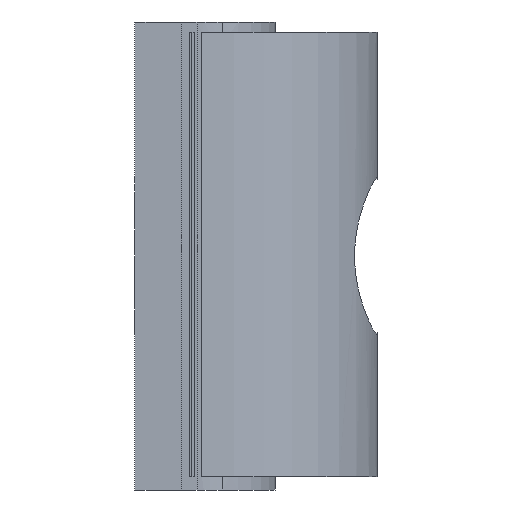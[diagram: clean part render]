
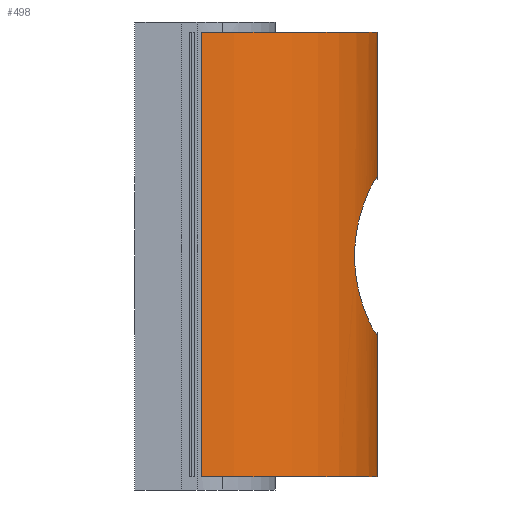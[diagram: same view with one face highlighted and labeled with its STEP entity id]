
A CAD part, left-side view. The second image highlights one B-rep face of the part: STEP entity #498.
In plain terms, the highlighted cylindrical face has radius 7.921 mm (diameter 15.843 mm), a partial arc.
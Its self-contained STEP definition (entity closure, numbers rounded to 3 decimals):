
#8 = B_SPLINE_CURVE_WITH_KNOTS ( 'NONE', 3,
 ( #548, #345, #928, #1104, #1202, #349, #1014, #449, #258, #553, #662, #944, #566, #80, #581, #369, #106, #1137, #838, #1225, #757, #931, #174, #272, #570, #375, #1038, #1043, #465, #380, #575, #1229, #1049, #672 ),
 .UNSPECIFIED., .F., .F.,
 ( 4, 2, 2, 2, 2, 2, 2, 2, 2, 2, 2, 2, 2, 2, 2, 2, 4 ),
 ( 0.001, 0.001, 0.002, 0.003, 0.003, 0.004, 0.005, 0.005, 0.006, 0.007, 0.007, 0.008, 0.009, 0.009, 0.01, 0.011, 0.012 ),
 .UNSPECIFIED. ) ;
#44 = CARTESIAN_POINT ( 'NONE',  ( 0.754, -10.351, 6.71 ) ) ;
#46 = CARTESIAN_POINT ( 'NONE',  ( 0.421, -2.436, 19.571 ) ) ;
#74 = CARTESIAN_POINT ( 'NONE',  ( -7.489, -2.869, 19.571 ) ) ;
#75 = EDGE_CURVE ( 'NONE', #1165, #268, #879, .T. ) ;
#80 = CARTESIAN_POINT ( 'NONE',  ( -3.197, -9.484, 8.897 ) ) ;
#82 = EDGE_LOOP ( 'NONE', ( #1150, #799, #1232, #764, #1120, #156, #313, #709 ) ) ;
#96 = VERTEX_POINT ( 'NONE', #730 ) ;
#106 = CARTESIAN_POINT ( 'NONE',  ( -3.375, -9.389, 9.775 ) ) ;
#144 = AXIS2_PLACEMENT_3D ( 'NONE', #631, #526, #1184 ) ;
#156 = ORIENTED_EDGE ( 'NONE', *, *, #957, .T. ) ;
#160 = B_SPLINE_CURVE_WITH_KNOTS ( 'NONE', 3,
 ( #964, #487, #491, #1234 ),
 .UNSPECIFIED., .F., .F.,
 ( 4, 4 ),
 ( 0., 0.001 ),
 .UNSPECIFIED. ) ;
#174 = CARTESIAN_POINT ( 'NONE',  ( -2.921, -9.619, 11.705 ) ) ;
#258 = CARTESIAN_POINT ( 'NONE',  ( -2.233, -9.902, 7.46 ) ) ;
#268 = VERTEX_POINT ( 'NONE', #74 ) ;
#272 = CARTESIAN_POINT ( 'NONE',  ( -2.677, -9.728, 12.066 ) ) ;
#299 = VERTEX_POINT ( 'NONE', #1036 ) ;
#303 = DIRECTION ( 'NONE',  ( -1., 0., 0. ) ) ;
#304 = DIRECTION ( 'NONE',  ( 0., 0., -1. ) ) ;
#309 = CARTESIAN_POINT ( 'NONE',  ( 0.504, -10.361, 13.347 ) ) ;
#313 = ORIENTED_EDGE ( 'NONE', *, *, #1214, .T. ) ;
#326 = CARTESIAN_POINT ( 'NONE',  ( 0., -10.346, 6.625 ) ) ;
#345 = CARTESIAN_POINT ( 'NONE',  ( -0.224, -10.335, 6.625 ) ) ;
#349 = CARTESIAN_POINT ( 'NONE',  ( -1.509, -10.122, 6.973 ) ) ;
#361 = EDGE_CURVE ( 'NONE', #542, #593, #160, .T. ) ;
#366 = LINE ( 'NONE', #1031, #511 ) ;
#369 = CARTESIAN_POINT ( 'NONE',  ( -3.352, -9.402, 9.548 ) ) ;
#375 = CARTESIAN_POINT ( 'NONE',  ( -2.229, -9.903, 12.544 ) ) ;
#380 = CARTESIAN_POINT ( 'NONE',  ( -1.098, -10.214, 13.199 ) ) ;
#436 = EDGE_CURVE ( 'NONE', #268, #461, #680, .T. ) ;
#439 = VECTOR ( 'NONE', #1143, 1000. ) ;
#449 = CARTESIAN_POINT ( 'NONE',  ( -2.063, -9.961, 7.32 ) ) ;
#452 = B_SPLINE_CURVE_WITH_KNOTS ( 'NONE', 3,
 ( #805, #887, #309, #617 ),
 .UNSPECIFIED., .F., .F.,
 ( 4, 4 ),
 ( 0.012, 0.012 ),
 .UNSPECIFIED. ) ;
#461 = VERTEX_POINT ( 'NONE', #615 ) ;
#465 = CARTESIAN_POINT ( 'NONE',  ( -1.504, -10.123, 13.029 ) ) ;
#485 = CARTESIAN_POINT ( 'NONE',  ( 0.754, -10.351, 19.571 ) ) ;
#487 = CARTESIAN_POINT ( 'NONE',  ( 0.504, -10.361, 6.653 ) ) ;
#491 = CARTESIAN_POINT ( 'NONE',  ( 0.253, -10.36, 6.625 ) ) ;
#498 = ADVANCED_FACE ( 'NONE', ( #1176 ), #1096, .T. ) ;
#509 = CARTESIAN_POINT ( 'NONE',  ( 0.421, -2.436, 0.571 ) ) ;
#511 = VECTOR ( 'NONE', #1107, 1000. ) ;
#525 = CIRCLE ( 'NONE', #914, 7.922 ) ;
#526 = DIRECTION ( 'NONE',  ( 0., 0., -1. ) ) ;
#536 = CARTESIAN_POINT ( 'NONE',  ( 0.754, -10.351, 13.29 ) ) ;
#542 = VERTEX_POINT ( 'NONE', #44 ) ;
#543 = EDGE_CURVE ( 'NONE', #593, #96, #8, .T. ) ;
#548 = CARTESIAN_POINT ( 'NONE',  ( 0., -10.346, 6.625 ) ) ;
#553 = CARTESIAN_POINT ( 'NONE',  ( -2.54, -9.785, 7.767 ) ) ;
#558 = VERTEX_POINT ( 'NONE', #536 ) ;
#566 = CARTESIAN_POINT ( 'NONE',  ( -3.028, -9.568, 8.492 ) ) ;
#569 = AXIS2_PLACEMENT_3D ( 'NONE', #46, #732, #1017 ) ;
#570 = CARTESIAN_POINT ( 'NONE',  ( -2.538, -9.786, 12.235 ) ) ;
#575 = CARTESIAN_POINT ( 'NONE',  ( -0.887, -10.252, 13.264 ) ) ;
#581 = CARTESIAN_POINT ( 'NONE',  ( -3.263, -9.449, 9.108 ) ) ;
#593 = VERTEX_POINT ( 'NONE', #326 ) ;
#605 = EDGE_CURVE ( 'NONE', #299, #542, #366, .T. ) ;
#615 = CARTESIAN_POINT ( 'NONE',  ( -7.489, -2.869, 0.571 ) ) ;
#617 = CARTESIAN_POINT ( 'NONE',  ( 0.754, -10.351, 13.29 ) ) ;
#631 = CARTESIAN_POINT ( 'NONE',  ( 0.421, -2.436, 19.571 ) ) ;
#662 = CARTESIAN_POINT ( 'NONE',  ( -2.678, -9.728, 7.934 ) ) ;
#672 = CARTESIAN_POINT ( 'NONE',  ( 0., -10.346, 13.375 ) ) ;
#680 = LINE ( 'NONE', #974, #796 ) ;
#709 = ORIENTED_EDGE ( 'NONE', *, *, #75, .T. ) ;
#730 = CARTESIAN_POINT ( 'NONE',  ( 0., -10.346, 13.375 ) ) ;
#732 = DIRECTION ( 'NONE',  ( 0., 0., -1. ) ) ;
#757 = CARTESIAN_POINT ( 'NONE',  ( -3.198, -9.483, 11.101 ) ) ;
#764 = ORIENTED_EDGE ( 'NONE', *, *, #361, .T. ) ;
#767 = EDGE_CURVE ( 'NONE', #461, #299, #525, .T. ) ;
#796 = VECTOR ( 'NONE', #304, 1000. ) ;
#799 = ORIENTED_EDGE ( 'NONE', *, *, #767, .T. ) ;
#805 = CARTESIAN_POINT ( 'NONE',  ( 0., -10.346, 13.375 ) ) ;
#817 = LINE ( 'NONE', #485, #439 ) ;
#837 = CARTESIAN_POINT ( 'NONE',  ( 0.754, -10.351, 19.571 ) ) ;
#838 = CARTESIAN_POINT ( 'NONE',  ( -3.353, -9.401, 10.448 ) ) ;
#879 = CIRCLE ( 'NONE', #569, 7.922 ) ;
#887 = CARTESIAN_POINT ( 'NONE',  ( 0.253, -10.36, 13.375 ) ) ;
#914 = AXIS2_PLACEMENT_3D ( 'NONE', #509, #1056, #303 ) ;
#928 = CARTESIAN_POINT ( 'NONE',  ( -0.451, -10.313, 6.648 ) ) ;
#931 = CARTESIAN_POINT ( 'NONE',  ( -3.027, -9.569, 11.509 ) ) ;
#944 = CARTESIAN_POINT ( 'NONE',  ( -2.922, -9.619, 8.296 ) ) ;
#957 = EDGE_CURVE ( 'NONE', #96, #558, #452, .T. ) ;
#964 = CARTESIAN_POINT ( 'NONE',  ( 0.754, -10.351, 6.71 ) ) ;
#974 = CARTESIAN_POINT ( 'NONE',  ( -7.489, -2.869, 19.571 ) ) ;
#1014 = CARTESIAN_POINT ( 'NONE',  ( -1.701, -10.07, 7.077 ) ) ;
#1017 = DIRECTION ( 'NONE',  ( -1., 0., 0. ) ) ;
#1031 = CARTESIAN_POINT ( 'NONE',  ( 0.754, -10.351, 19.571 ) ) ;
#1036 = CARTESIAN_POINT ( 'NONE',  ( 0.754, -10.351, 0.571 ) ) ;
#1038 = CARTESIAN_POINT ( 'NONE',  ( -2.061, -9.961, 12.681 ) ) ;
#1043 = CARTESIAN_POINT ( 'NONE',  ( -1.7, -10.071, 12.924 ) ) ;
#1049 = CARTESIAN_POINT ( 'NONE',  ( -0.224, -10.335, 13.375 ) ) ;
#1056 = DIRECTION ( 'NONE',  ( 0., 0., 1. ) ) ;
#1096 = CYLINDRICAL_SURFACE ( 'NONE', #144, 7.922 ) ;
#1104 = CARTESIAN_POINT ( 'NONE',  ( -0.887, -10.252, 6.736 ) ) ;
#1107 = DIRECTION ( 'NONE',  ( 0., 0., 1. ) ) ;
#1120 = ORIENTED_EDGE ( 'NONE', *, *, #543, .T. ) ;
#1137 = CARTESIAN_POINT ( 'NONE',  ( -3.375, -9.389, 10.222 ) ) ;
#1143 = DIRECTION ( 'NONE',  ( 0., 0., 1. ) ) ;
#1150 = ORIENTED_EDGE ( 'NONE', *, *, #436, .T. ) ;
#1165 = VERTEX_POINT ( 'NONE', #837 ) ;
#1176 = FACE_OUTER_BOUND ( 'NONE', #82, .T. ) ;
#1184 = DIRECTION ( 'NONE',  ( -1., 0., 0. ) ) ;
#1202 = CARTESIAN_POINT ( 'NONE',  ( -1.099, -10.213, 6.801 ) ) ;
#1214 = EDGE_CURVE ( 'NONE', #558, #1165, #817, .T. ) ;
#1225 = CARTESIAN_POINT ( 'NONE',  ( -3.264, -9.449, 10.889 ) ) ;
#1229 = CARTESIAN_POINT ( 'NONE',  ( -0.451, -10.313, 13.352 ) ) ;
#1232 = ORIENTED_EDGE ( 'NONE', *, *, #605, .T. ) ;
#1234 = CARTESIAN_POINT ( 'NONE',  ( 0., -10.346, 6.625 ) ) ;
